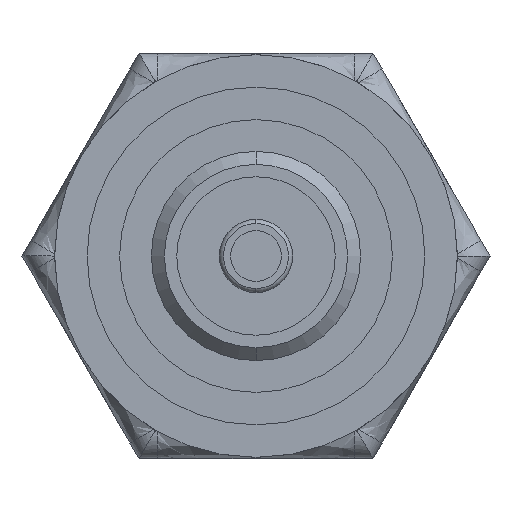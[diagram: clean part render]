
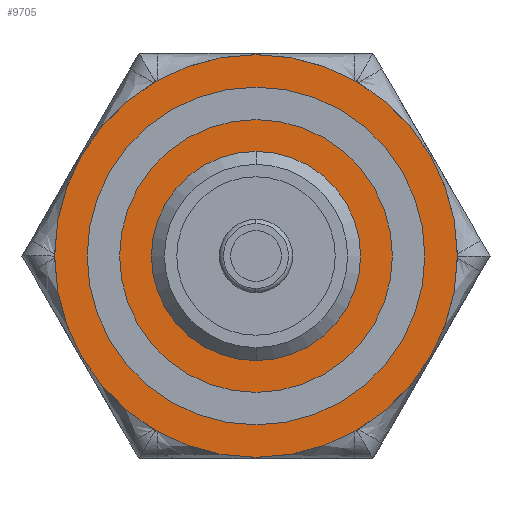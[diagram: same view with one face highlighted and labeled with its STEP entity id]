
A CAD part, front view. The second image highlights one B-rep face of the part: STEP entity #9705.
In plain terms, the highlighted planar face has unit normal (0, -1, 0).
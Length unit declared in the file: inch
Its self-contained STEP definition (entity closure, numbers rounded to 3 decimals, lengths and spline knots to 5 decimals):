
#1228 = DIRECTION ( 'NONE',  ( 0., 0., -1. ) ) ;
#1229 = DIRECTION ( 'NONE',  ( 0., -1., 0. ) ) ;
#1230 = CARTESIAN_POINT ( 'NONE',  ( 0., -0.2075, 0. ) ) ;
#1231 = AXIS2_PLACEMENT_3D ( 'NONE', #1230, #1229, #1228 ) ;
#1232 = CIRCLE ( 'NONE', #1231, 0.0805 ) ;
#1250 = CARTESIAN_POINT ( 'NONE',  ( 0., -0.2075, -0.0805 ) ) ;
#1330 = CARTESIAN_POINT ( 'NONE',  ( 0., -0.2075, 0.0805 ) ) ;
#1521 = DIRECTION ( 'NONE',  ( 0., 0., -1. ) ) ;
#1522 = DIRECTION ( 'NONE',  ( 0., -1., 0. ) ) ;
#1523 = CARTESIAN_POINT ( 'NONE',  ( 0., -0.2075, 0. ) ) ;
#1524 = AXIS2_PLACEMENT_3D ( 'NONE', #1523, #1522, #1521 ) ;
#1525 = CIRCLE ( 'NONE', #1524, 0.0805 ) ;
#3121 = CARTESIAN_POINT ( 'NONE',  ( 0., -0.2075, -0.155 ) ) ;
#3128 = DIRECTION ( 'NONE',  ( 0., 0., -1. ) ) ;
#3129 = DIRECTION ( 'NONE',  ( 0., -1., 0. ) ) ;
#3134 = CARTESIAN_POINT ( 'NONE',  ( 0., -0.2075, 0. ) ) ;
#3135 = AXIS2_PLACEMENT_3D ( 'NONE', #3134, #3129, #3128 ) ;
#3136 = CARTESIAN_POINT ( 'NONE',  ( 0., -0.2075, 0.155 ) ) ;
#3147 = CIRCLE ( 'NONE', #3135, 0.155 ) ;
#3331 = ORIENTED_EDGE ( 'NONE', *, *, #4490, .F. ) ;
#3372 = ORIENTED_EDGE ( 'NONE', *, *, #4262, .T. ) ;
#3973 = EDGE_CURVE ( 'NONE', #4275, #4266, #7116, .T. ) ;
#3974 = ORIENTED_EDGE ( 'NONE', *, *, #3973, .T. ) ;
#4262 = EDGE_CURVE ( 'NONE', #4266, #4275, #3147, .T. ) ;
#4266 = VERTEX_POINT ( 'NONE', #3121 ) ;
#4275 = VERTEX_POINT ( 'NONE', #3136 ) ;
#4473 = VERTEX_POINT ( 'NONE', #1250 ) ;
#4490 = EDGE_CURVE ( 'NONE', #4473, #4523, #1232, .T. ) ;
#4523 = VERTEX_POINT ( 'NONE', #1330 ) ;
#4678 = DIRECTION ( 'NONE',  ( 0., 0., -1. ) ) ;
#4679 = DIRECTION ( 'NONE',  ( 0., -1., 0. ) ) ;
#4680 = CARTESIAN_POINT ( 'NONE',  ( 0., -0.2075, 0. ) ) ;
#4681 = AXIS2_PLACEMENT_3D ( 'NONE', #4680, #4679, #4678 ) ;
#4682 = PLANE ( 'NONE',  #4681 ) ;
#4683 = FACE_BOUND ( 'NONE', #5123, .T. ) ;
#4684 = FACE_OUTER_BOUND ( 'NONE', #9704, .T. ) ;
#5123 = EDGE_LOOP ( 'NONE', ( #5124, #3331 ) ) ;
#5124 = ORIENTED_EDGE ( 'NONE', *, *, #5125, .F. ) ;
#5125 = EDGE_CURVE ( 'NONE', #4523, #4473, #1525, .T. ) ;
#7116 = CIRCLE ( 'NONE', #7151, 0.155 ) ;
#7149 = DIRECTION ( 'NONE',  ( 0., 0., -1. ) ) ;
#7150 = DIRECTION ( 'NONE',  ( 0., -1., 0. ) ) ;
#7151 = AXIS2_PLACEMENT_3D ( 'NONE', #7186, #7150, #7149 ) ;
#7186 = CARTESIAN_POINT ( 'NONE',  ( 0., -0.2075, 0. ) ) ;
#9704 = EDGE_LOOP ( 'NONE', ( #3974, #3372 ) ) ;
#9705 = ADVANCED_FACE ( 'NONE', ( #4684, #4683 ), #4682, .T. ) ;
